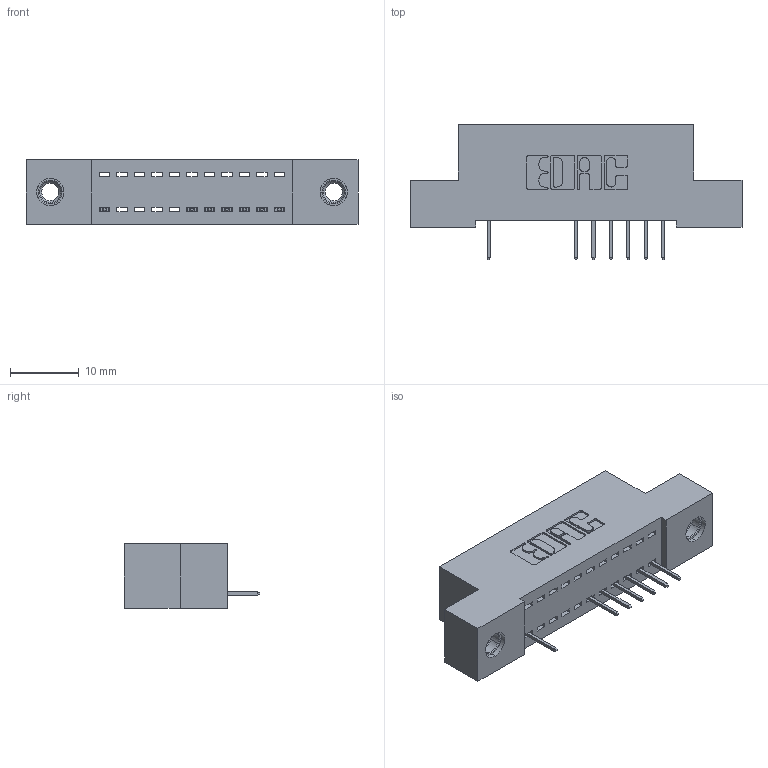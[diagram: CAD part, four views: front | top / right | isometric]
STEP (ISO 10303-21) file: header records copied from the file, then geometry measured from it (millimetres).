
FILE_DESCRIPTION (( 'STEP AP203' ), '1' );
FILE_NAME ('392-011-524-107.STEP', '2018-08-14T21:17:28', ( '' ), ( '' ), 'SwSTEP 2.0', 'SolidWorks 2016', '' );
FILE_SCHEMA (( 'CONFIG_CONTROL_DESIGN' ));
Length unit declared in the file: inch
Products named in the file (4): 342 Part_TI; 345-292-001_345-293-124; 345-250-001_345-250-005-103; 392-011-524-107
Assembly tree (10 placements, depth 2):
  392-011-524-107
    342 Part_TI
    345-292-001_345-293-124  x7
    345-250-001_345-250-005-103  x2
Bounding box: 48.26 x 19.69 x 9.4 mm (x, y, z)
Volume: 4031.2 mm3; surface area: 5050 mm2
Topology: 10 solids, 10 shells, 652 faces, 1863 edges, 1206 vertices
Faces by surface type: plane 482, cylinder 154, cone 12, torus 4
Entity records: 11734 total; most frequent: CARTESIAN_POINT 2026, ORIENTED_EDGE 1970, DIRECTION 1801, EDGE_CURVE 985, VECTOR 841, LINE 841, VERTEX_POINT 648, AXIS2_PLACEMENT_3D 480
